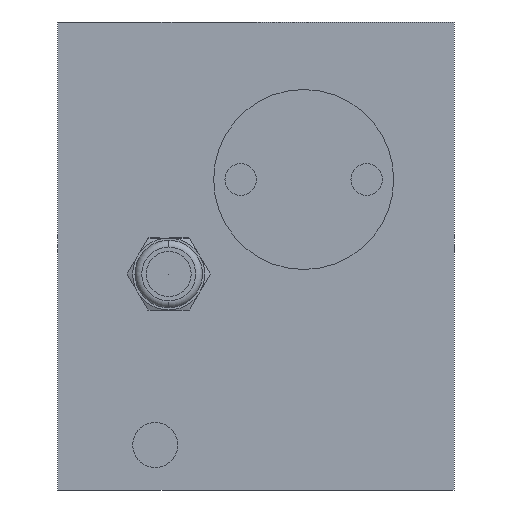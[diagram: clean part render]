
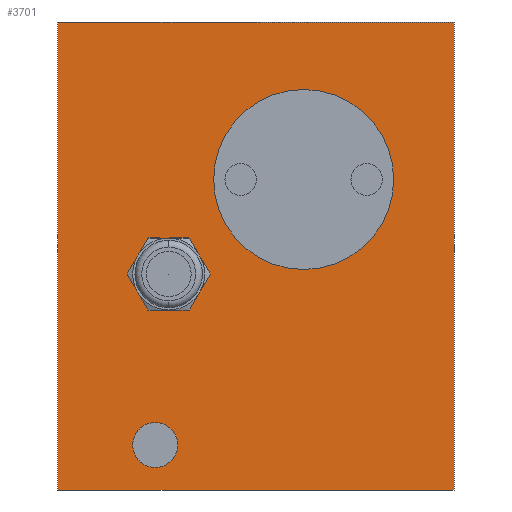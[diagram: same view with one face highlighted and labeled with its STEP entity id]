
A CAD part, left-side view. The second image highlights one B-rep face of the part: STEP entity #3701.
In plain terms, the highlighted planar face has unit normal (-1, 0, 0).
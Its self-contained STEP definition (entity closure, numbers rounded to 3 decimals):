
#9=DIRECTION('',(0.,-1.,0.));
#10=VECTOR('',#9,44.);
#11=CARTESIAN_POINT('',(0.,44.,-52.));
#12=LINE('',#11,#10);
#13=DIRECTION('',(0.,0.,1.));
#14=VECTOR('',#13,52.);
#15=CARTESIAN_POINT('',(0.,0.,-52.));
#16=LINE('',#15,#14);
#17=CARTESIAN_POINT('',(0.,16.7,-17.5));
#18=DIRECTION('',(1.,0.,0.));
#19=DIRECTION('',(0.,0.,-1.));
#20=AXIS2_PLACEMENT_3D('',#17,#18,#19);
#22=CARTESIAN_POINT('',(0.,16.7,-17.5));
#23=DIRECTION('',(1.,0.,0.));
#24=DIRECTION('',(0.,0.,1.));
#25=AXIS2_PLACEMENT_3D('',#22,#23,#24);
#27=CARTESIAN_POINT('',(0.,33.2,-47.));
#28=DIRECTION('',(1.,0.,0.));
#29=DIRECTION('',(0.,0.,-1.));
#30=AXIS2_PLACEMENT_3D('',#27,#28,#29);
#32=CARTESIAN_POINT('',(0.,33.2,-47.));
#33=DIRECTION('',(1.,0.,0.));
#34=DIRECTION('',(0.,0.,1.));
#35=AXIS2_PLACEMENT_3D('',#32,#33,#34);
#37=CARTESIAN_POINT('',(0.,31.7,-28.));
#38=DIRECTION('',(-1.,0.,0.));
#39=DIRECTION('',(0.,-0.866,0.5));
#40=AXIS2_PLACEMENT_3D('',#37,#38,#39);
#42=CARTESIAN_POINT('',(0.,31.7,-28.));
#43=DIRECTION('',(-1.,0.,0.));
#44=DIRECTION('',(0.,0.,1.));
#45=AXIS2_PLACEMENT_3D('',#42,#43,#44);
#47=CARTESIAN_POINT('',(0.,31.7,-28.));
#48=DIRECTION('',(-1.,0.,0.));
#49=DIRECTION('',(0.,0.866,0.5));
#50=AXIS2_PLACEMENT_3D('',#47,#48,#49);
#52=CARTESIAN_POINT('',(0.,31.7,-28.));
#53=DIRECTION('',(-1.,0.,0.));
#54=DIRECTION('',(0.,0.866,-0.5));
#55=AXIS2_PLACEMENT_3D('',#52,#53,#54);
#57=CARTESIAN_POINT('',(0.,31.7,-28.));
#58=DIRECTION('',(-1.,0.,0.));
#59=DIRECTION('',(0.,0.,-1.));
#60=AXIS2_PLACEMENT_3D('',#57,#58,#59);
#62=CARTESIAN_POINT('',(0.,31.7,-28.));
#63=DIRECTION('',(-1.,0.,0.));
#64=DIRECTION('',(0.,-0.866,-0.5));
#65=AXIS2_PLACEMENT_3D('',#62,#63,#64);
#119=DIRECTION('',(0.,-1.,0.));
#120=VECTOR('',#119,44.);
#121=CARTESIAN_POINT('',(0.,44.,0.));
#122=LINE('',#121,#120);
#403=DIRECTION('',(0.,0.,1.));
#404=VECTOR('',#403,52.);
#405=CARTESIAN_POINT('',(0.,44.,-52.));
#406=LINE('',#405,#404);
#2919=CARTESIAN_POINT('',(0.,0.,-52.));
#2920=VERTEX_POINT('',#2919);
#2921=CARTESIAN_POINT('',(0.,44.,-52.));
#2922=VERTEX_POINT('',#2921);
#2943=CARTESIAN_POINT('',(0.,0.,0.));
#2944=VERTEX_POINT('',#2943);
#2949=CARTESIAN_POINT('',(0.,44.,0.));
#2950=VERTEX_POINT('',#2949);
#2951=CARTESIAN_POINT('',(0.,16.7,-27.5));
#2952=CARTESIAN_POINT('',(0.,16.7,-7.5));
#2953=VERTEX_POINT('',#2951);
#2954=VERTEX_POINT('',#2952);
#2955=CARTESIAN_POINT('',(0.,33.2,-49.5));
#2956=CARTESIAN_POINT('',(0.,33.2,-44.5));
#2957=VERTEX_POINT('',#2955);
#2958=VERTEX_POINT('',#2956);
#3633=CARTESIAN_POINT('',(0.,28.236,-26.));
#3634=CARTESIAN_POINT('',(0.,31.7,-24.));
#3635=VERTEX_POINT('',#3633);
#3636=VERTEX_POINT('',#3634);
#3637=CARTESIAN_POINT('',(0.,35.164,-30.));
#3638=CARTESIAN_POINT('',(0.,31.7,-32.));
#3639=VERTEX_POINT('',#3637);
#3640=VERTEX_POINT('',#3638);
#3641=CARTESIAN_POINT('',(0.,28.236,-30.));
#3642=VERTEX_POINT('',#3641);
#3643=CARTESIAN_POINT('',(0.,35.164,-26.));
#3644=VERTEX_POINT('',#3643);
#3661=CARTESIAN_POINT('',(0.,22.,-26.));
#3662=DIRECTION('',(1.,0.,0.));
#3663=DIRECTION('',(0.,-1.,0.));
#3664=AXIS2_PLACEMENT_3D('',#3661,#3662,#3663);
#3665=PLANE('',#3664);
#3667=ORIENTED_EDGE('',*,*,#3666,.F.);
#3669=ORIENTED_EDGE('',*,*,#3668,.T.);
#3671=ORIENTED_EDGE('',*,*,#3670,.T.);
#3673=ORIENTED_EDGE('',*,*,#3672,.F.);
#3674=EDGE_LOOP('',(#3667,#3669,#3671,#3673));
#3675=FACE_OUTER_BOUND('',#3674,.F.);
#3677=ORIENTED_EDGE('',*,*,#3676,.F.);
#3679=ORIENTED_EDGE('',*,*,#3678,.F.);
#3680=EDGE_LOOP('',(#3677,#3679));
#3681=FACE_BOUND('',#3680,.F.);
#3683=ORIENTED_EDGE('',*,*,#3682,.F.);
#3684=ORIENTED_EDGE('',*,*,#3650,.F.);
#3685=EDGE_LOOP('',(#3683,#3684));
#3686=FACE_BOUND('',#3685,.F.);
#3688=ORIENTED_EDGE('',*,*,#3687,.T.);
#3690=ORIENTED_EDGE('',*,*,#3689,.T.);
#3692=ORIENTED_EDGE('',*,*,#3691,.T.);
#3694=ORIENTED_EDGE('',*,*,#3693,.T.);
#3696=ORIENTED_EDGE('',*,*,#3695,.T.);
#3698=ORIENTED_EDGE('',*,*,#3697,.T.);
#3699=EDGE_LOOP('',(#3688,#3690,#3692,#3694,#3696,#3698));
#3700=FACE_BOUND('',#3699,.F.);
#3701=ADVANCED_FACE('',(#3675,#3681,#3686,#3700),#3665,.F.);
#21=CIRCLE('',#20,10.);
#26=CIRCLE('',#25,10.);
#31=CIRCLE('',#30,2.5);
#36=CIRCLE('',#35,2.5);
#41=CIRCLE('',#40,4.);
#46=CIRCLE('',#45,4.);
#51=CIRCLE('',#50,4.);
#56=CIRCLE('',#55,4.);
#61=CIRCLE('',#60,4.);
#66=CIRCLE('',#65,4.);
#3650=EDGE_CURVE('',#2958,#2957,#36,.T.);
#3666=EDGE_CURVE('',#2922,#2920,#12,.T.);
#3668=EDGE_CURVE('',#2922,#2950,#406,.T.);
#3670=EDGE_CURVE('',#2950,#2944,#122,.T.);
#3672=EDGE_CURVE('',#2920,#2944,#16,.T.);
#3676=EDGE_CURVE('',#2953,#2954,#21,.T.);
#3678=EDGE_CURVE('',#2954,#2953,#26,.T.);
#3682=EDGE_CURVE('',#2957,#2958,#31,.T.);
#3687=EDGE_CURVE('',#3635,#3636,#41,.T.);
#3689=EDGE_CURVE('',#3636,#3644,#46,.T.);
#3691=EDGE_CURVE('',#3644,#3639,#51,.T.);
#3693=EDGE_CURVE('',#3639,#3640,#56,.T.);
#3695=EDGE_CURVE('',#3640,#3642,#61,.T.);
#3697=EDGE_CURVE('',#3642,#3635,#66,.T.);
